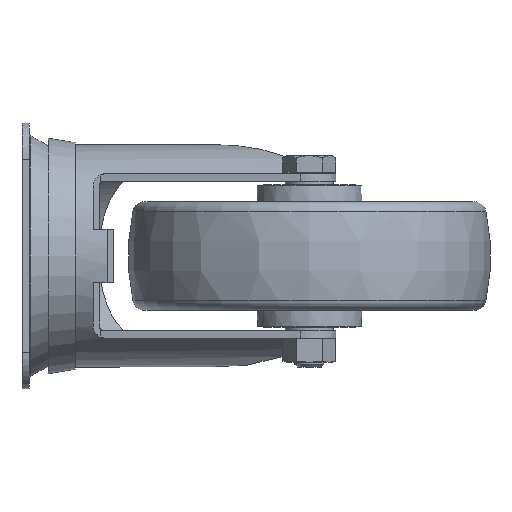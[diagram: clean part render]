
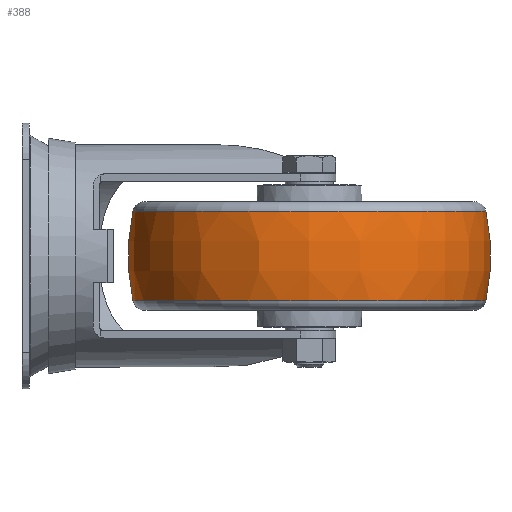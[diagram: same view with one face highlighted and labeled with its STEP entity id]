
A CAD part, left-side view. The second image highlights one B-rep face of the part: STEP entity #388.
In plain terms, the highlighted free-form (B-spline) face has degree [3, 3] with [4, 7] control points.
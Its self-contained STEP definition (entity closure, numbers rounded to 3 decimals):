
#388 = ADVANCED_FACE( '', ( #932, #933 ), #934, .T. );
#932 = FACE_OUTER_BOUND( '', #1744, .T. );
#933 = FACE_OUTER_BOUND( '', #1745, .T. );
#934 = ( BOUNDED_SURFACE(  )B_SPLINE_SURFACE( 3, 3, ( ( #1748, #1749, #1750, #1751, #1752, #1753, #1754 ), ( #1755, #1756, #1757, #1758, #1759, #1760, #1761 ), ( #1762, #1763, #1764, #1765, #1766, #1767, #1768 ), ( #1769, #1770, #1771, #1772, #1773, #1774, #1775 ) ), .UNSPECIFIED., .F., .T., .F. )B_SPLINE_SURFACE_WITH_KNOTS( ( 4, 4 ), ( 4, 3, 4 ), ( 0., 6.283 ), ( -0.207, 0., 0.207 ), .UNSPECIFIED. )GEOMETRIC_REPRESENTATION_ITEM(  )RATIONAL_B_SPLINE_SURFACE( ( ( 1., 0.333, 0.333, 1., 0.333, 0.333, 1. ), ( 0.986, 0.329, 0.329, 0.986, 0.329, 0.329, 0.986 ), ( 0.986, 0.329, 0.329, 0.986, 0.329, 0.329, 0.986 ), ( 1., 0.333, 0.333, 1., 0.333, 0.333, 1. ) ) )REPRESENTATION_ITEM( '' )SURFACE(  ) );
#1744 = EDGE_LOOP( '', ( #2634 ) );
#1745 = EDGE_LOOP( '', ( #2635 ) );
#1748 = CARTESIAN_POINT( '', ( 48.027, 0., -73.078 ) );
#1749 = CARTESIAN_POINT( '', ( 48.027, 146.156, -73.078 ) );
#1750 = CARTESIAN_POINT( '', ( 48.027, 146.156, 73.078 ) );
#1751 = CARTESIAN_POINT( '', ( 48.027, 0., 73.078 ) );
#1752 = CARTESIAN_POINT( '', ( 48.027, -146.156, 73.078 ) );
#1753 = CARTESIAN_POINT( '', ( 48.027, -146.156, -73.078 ) );
#1754 = CARTESIAN_POINT( '', ( 48.027, 0., -73.078 ) );
#1755 = CARTESIAN_POINT( '', ( 35.764, 0., -75.65 ) );
#1756 = CARTESIAN_POINT( '', ( 35.764, 151.3, -75.65 ) );
#1757 = CARTESIAN_POINT( '', ( 35.764, 151.3, 75.65 ) );
#1758 = CARTESIAN_POINT( '', ( 35.764, 0., 75.65 ) );
#1759 = CARTESIAN_POINT( '', ( 35.764, -151.3, 75.65 ) );
#1760 = CARTESIAN_POINT( '', ( 35.764, -151.3, -75.65 ) );
#1761 = CARTESIAN_POINT( '', ( 35.764, 0., -75.65 ) );
#1762 = CARTESIAN_POINT( '', ( 23.236, 0., -75.65 ) );
#1763 = CARTESIAN_POINT( '', ( 23.236, 151.3, -75.65 ) );
#1764 = CARTESIAN_POINT( '', ( 23.236, 151.3, 75.65 ) );
#1765 = CARTESIAN_POINT( '', ( 23.236, 0., 75.65 ) );
#1766 = CARTESIAN_POINT( '', ( 23.236, -151.3, 75.65 ) );
#1767 = CARTESIAN_POINT( '', ( 23.236, -151.3, -75.65 ) );
#1768 = CARTESIAN_POINT( '', ( 23.236, 0., -75.65 ) );
#1769 = CARTESIAN_POINT( '', ( 10.973, 0., -73.078 ) );
#1770 = CARTESIAN_POINT( '', ( 10.973, 146.156, -73.078 ) );
#1771 = CARTESIAN_POINT( '', ( 10.973, 146.156, 73.078 ) );
#1772 = CARTESIAN_POINT( '', ( 10.973, 0., 73.078 ) );
#1773 = CARTESIAN_POINT( '', ( 10.973, -146.156, 73.078 ) );
#1774 = CARTESIAN_POINT( '', ( 10.973, -146.156, -73.078 ) );
#1775 = CARTESIAN_POINT( '', ( 10.973, 0., -73.078 ) );
#2634 = ORIENTED_EDGE( '', *, *, #4589, .T. );
#2635 = ORIENTED_EDGE( '', *, *, #4590, .F. );
#4589 = EDGE_CURVE( '', #5397, #5397, #5398, .T. );
#4590 = EDGE_CURVE( '', #5399, #5399, #5400, .T. );
#5397 = VERTEX_POINT( '', #6583 );
#5398 = CIRCLE( '', #6584, 73.078 );
#5399 = VERTEX_POINT( '', #6585 );
#5400 = CIRCLE( '', #6586, 73.078 );
#6583 = CARTESIAN_POINT( '', ( 10.973, 0., -73.078 ) );
#6584 = AXIS2_PLACEMENT_3D( '', #8305, #8306, #8307 );
#6585 = CARTESIAN_POINT( '', ( 48.027, 0., -73.078 ) );
#6586 = AXIS2_PLACEMENT_3D( '', #8308, #8309, #8310 );
#8305 = CARTESIAN_POINT( '', ( 10.973, 0., 0. ) );
#8306 = DIRECTION( '', ( 1., 0., 0. ) );
#8307 = DIRECTION( '', ( 0., 0., -1. ) );
#8308 = CARTESIAN_POINT( '', ( 48.027, 0., 0. ) );
#8309 = DIRECTION( '', ( 1., 0., 0. ) );
#8310 = DIRECTION( '', ( 0., 0., -1. ) );
